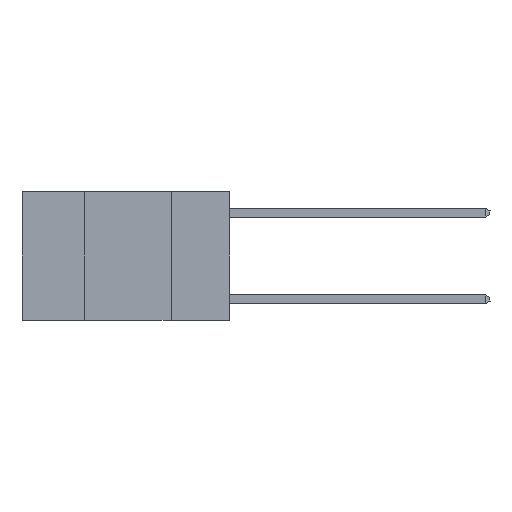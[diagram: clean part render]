
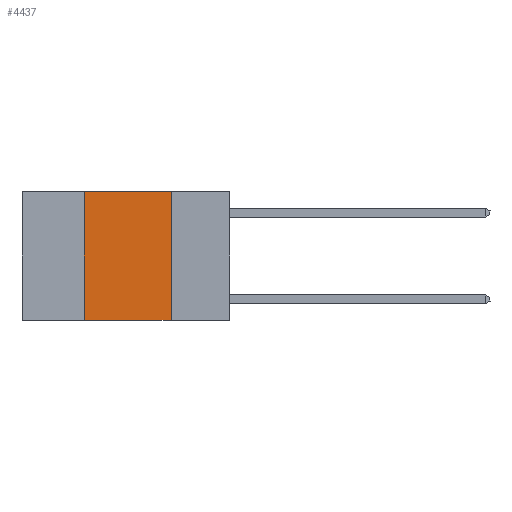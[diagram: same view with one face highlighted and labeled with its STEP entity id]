
A CAD part, left-side view. The second image highlights one B-rep face of the part: STEP entity #4437.
In plain terms, the highlighted planar face has unit normal (-1, 0, 0).
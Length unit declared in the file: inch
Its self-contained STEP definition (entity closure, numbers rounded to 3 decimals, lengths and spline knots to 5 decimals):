
#1274 = AXIS2_PLACEMENT_3D ( 'NONE', #12312, #16847, #18937 ) ;
#1313 = ORIENTED_EDGE ( 'NONE', *, *, #7071, .F. ) ;
#1589 = LINE ( 'NONE', #9300, #18392 ) ;
#3573 = CARTESIAN_POINT ( 'NONE',  ( 0., 0.42, 0. ) ) ;
#4437 = ADVANCED_FACE ( 'NONE', ( #14235 ), #12888, .F. ) ;
#4529 = LINE ( 'NONE', #8014, #5257 ) ;
#4571 = DIRECTION ( 'NONE',  ( 0., -1., 0. ) ) ;
#5257 = VECTOR ( 'NONE', #7822, 39.37008 ) ;
#5925 = EDGE_CURVE ( 'NONE', #11999, #9448, #16305, .T. ) ;
#7071 = EDGE_CURVE ( 'NONE', #8635, #17791, #4529, .T. ) ;
#7335 = CARTESIAN_POINT ( 'NONE',  ( 0., 0.42, -0.37 ) ) ;
#7805 = LINE ( 'NONE', #13847, #8499 ) ;
#7822 = DIRECTION ( 'NONE',  ( 0., 0., -1. ) ) ;
#8014 = CARTESIAN_POINT ( 'NONE',  ( 0., 0.17, 0. ) ) ;
#8094 = CARTESIAN_POINT ( 'NONE',  ( 0., 0.42, 0. ) ) ;
#8499 = VECTOR ( 'NONE', #17240, 39.37008 ) ;
#8635 = VERTEX_POINT ( 'NONE', #19142 ) ;
#9300 = CARTESIAN_POINT ( 'NONE',  ( 0., 0.6, 0. ) ) ;
#9330 = EDGE_CURVE ( 'NONE', #11999, #17791, #7805, .T. ) ;
#9448 = VERTEX_POINT ( 'NONE', #8094 ) ;
#10333 = ORIENTED_EDGE ( 'NONE', *, *, #15093, .F. ) ;
#11999 = VERTEX_POINT ( 'NONE', #7335 ) ;
#12207 = VECTOR ( 'NONE', #19076, 39.37008 ) ;
#12312 = CARTESIAN_POINT ( 'NONE',  ( 0., 0.6, 0. ) ) ;
#12888 = PLANE ( 'NONE',  #1274 ) ;
#12947 = EDGE_LOOP ( 'NONE', ( #1313, #10333, #18868, #18138 ) ) ;
#13847 = CARTESIAN_POINT ( 'NONE',  ( 0., 0.6, -0.37 ) ) ;
#14235 = FACE_OUTER_BOUND ( 'NONE', #12947, .T. ) ;
#15092 = CARTESIAN_POINT ( 'NONE',  ( 0., 0.17, -0.37 ) ) ;
#15093 = EDGE_CURVE ( 'NONE', #9448, #8635, #1589, .T. ) ;
#16305 = LINE ( 'NONE', #3573, #12207 ) ;
#16847 = DIRECTION ( 'NONE',  ( 1., 0., 0. ) ) ;
#17240 = DIRECTION ( 'NONE',  ( 0., -1., 0. ) ) ;
#17791 = VERTEX_POINT ( 'NONE', #15092 ) ;
#18138 = ORIENTED_EDGE ( 'NONE', *, *, #9330, .T. ) ;
#18392 = VECTOR ( 'NONE', #4571, 39.37008 ) ;
#18868 = ORIENTED_EDGE ( 'NONE', *, *, #5925, .F. ) ;
#18937 = DIRECTION ( 'NONE',  ( 0., 0., -1. ) ) ;
#19076 = DIRECTION ( 'NONE',  ( 0., 0., 1. ) ) ;
#19142 = CARTESIAN_POINT ( 'NONE',  ( 0., 0.17, 0. ) ) ;
